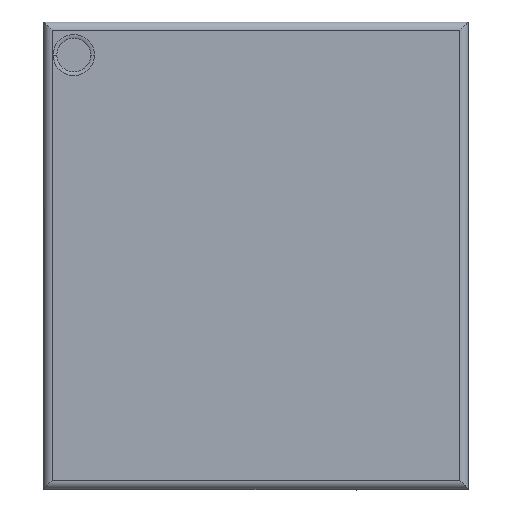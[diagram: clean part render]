
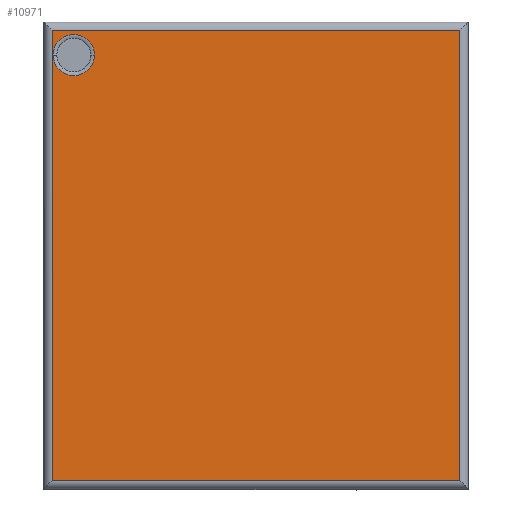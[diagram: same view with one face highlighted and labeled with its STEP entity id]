
A CAD part, top view. The second image highlights one B-rep face of the part: STEP entity #10971.
In plain terms, the highlighted planar face has unit normal (0, 0, 1).
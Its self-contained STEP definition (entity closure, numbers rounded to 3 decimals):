
#777 = ORIENTED_EDGE ( 'NONE', *, *, #35768, .T. ) ;
#1520 = CARTESIAN_POINT ( 'NONE',  ( -2.145, 2.361, 4.1 ) ) ;
#1638 = VECTOR ( 'NONE', #38498, 1000. ) ;
#2116 = VERTEX_POINT ( 'NONE', #31497 ) ;
#2254 = DIRECTION ( 'NONE',  ( 0., -1., 0. ) ) ;
#2600 = ORIENTED_EDGE ( 'NONE', *, *, #10014, .T. ) ;
#2790 = LINE ( 'NONE', #29800, #20803 ) ;
#2948 = VERTEX_POINT ( 'NONE', #13925 ) ;
#3225 = EDGE_LOOP ( 'NONE', ( #2600, #36253 ) ) ;
#4090 = DIRECTION ( 'NONE',  ( 0., 0., -1. ) ) ;
#4684 = ORIENTED_EDGE ( 'NONE', *, *, #19277, .T. ) ;
#4915 = PLANE ( 'NONE',  #27759 ) ;
#5494 = CARTESIAN_POINT ( 'NONE',  ( 0., 0., 4.1 ) ) ;
#7918 = DIRECTION ( 'NONE',  ( 1., 0., 0. ) ) ;
#8370 = VERTEX_POINT ( 'NONE', #11782 ) ;
#9904 = CIRCLE ( 'NONE', #14939, 0.243 ) ;
#10014 = EDGE_CURVE ( 'NONE', #8370, #12460, #9904, .T. ) ;
#10971 = ADVANCED_FACE ( 'NONE', ( #38333, #29728 ), #4915, .T. ) ;
#11051 = VERTEX_POINT ( 'NONE', #24399 ) ;
#11493 = DIRECTION ( 'NONE',  ( 0., 1., 0. ) ) ;
#11782 = CARTESIAN_POINT ( 'NONE',  ( -1.901, 2.361, 4.1 ) ) ;
#12460 = VERTEX_POINT ( 'NONE', #26627 ) ;
#12723 = EDGE_LOOP ( 'NONE', ( #777, #4684, #17088, #21950 ) ) ;
#13925 = CARTESIAN_POINT ( 'NONE',  ( -2.4, -2.65, 4.1 ) ) ;
#14182 = LINE ( 'NONE', #26345, #1638 ) ;
#14939 = AXIS2_PLACEMENT_3D ( 'NONE', #24405, #18195, #30320 ) ;
#17088 = ORIENTED_EDGE ( 'NONE', *, *, #19878, .T. ) ;
#17488 = CARTESIAN_POINT ( 'NONE',  ( 0., 2.65, 4.1 ) ) ;
#18195 = DIRECTION ( 'NONE',  ( 0., 0., -1. ) ) ;
#18379 = VECTOR ( 'NONE', #36441, 1000. ) ;
#18923 = EDGE_CURVE ( 'NONE', #12460, #8370, #35252, .T. ) ;
#19277 = EDGE_CURVE ( 'NONE', #23881, #2948, #35639, .T. ) ;
#19878 = EDGE_CURVE ( 'NONE', #2948, #11051, #14182, .T. ) ;
#20803 = VECTOR ( 'NONE', #11493, 1000. ) ;
#21950 = ORIENTED_EDGE ( 'NONE', *, *, #29700, .T. ) ;
#23881 = VERTEX_POINT ( 'NONE', #30470 ) ;
#24399 = CARTESIAN_POINT ( 'NONE',  ( 2.4, -2.65, 4.1 ) ) ;
#24405 = CARTESIAN_POINT ( 'NONE',  ( -2.145, 2.361, 4.1 ) ) ;
#26345 = CARTESIAN_POINT ( 'NONE',  ( 0., -2.65, 4.1 ) ) ;
#26627 = CARTESIAN_POINT ( 'NONE',  ( -2.388, 2.361, 4.1 ) ) ;
#27759 = AXIS2_PLACEMENT_3D ( 'NONE', #5494, #35144, #7918 ) ;
#29253 = CARTESIAN_POINT ( 'NONE',  ( -2.4, 0., 4.1 ) ) ;
#29700 = EDGE_CURVE ( 'NONE', #11051, #2116, #2790, .T. ) ;
#29728 = FACE_BOUND ( 'NONE', #3225, .T. ) ;
#29800 = CARTESIAN_POINT ( 'NONE',  ( 2.4, 0., 4.1 ) ) ;
#30320 = DIRECTION ( 'NONE',  ( 1., 0., 0. ) ) ;
#30470 = CARTESIAN_POINT ( 'NONE',  ( -2.4, 2.65, 4.1 ) ) ;
#31497 = CARTESIAN_POINT ( 'NONE',  ( 2.4, 2.65, 4.1 ) ) ;
#33979 = AXIS2_PLACEMENT_3D ( 'NONE', #1520, #4090, #37309 ) ;
#35144 = DIRECTION ( 'NONE',  ( 0., 0., 1. ) ) ;
#35252 = CIRCLE ( 'NONE', #33979, 0.243 ) ;
#35639 = LINE ( 'NONE', #29253, #35900 ) ;
#35768 = EDGE_CURVE ( 'NONE', #2116, #23881, #39233, .T. ) ;
#35900 = VECTOR ( 'NONE', #2254, 1000. ) ;
#36253 = ORIENTED_EDGE ( 'NONE', *, *, #18923, .T. ) ;
#36441 = DIRECTION ( 'NONE',  ( -1., 0., 0. ) ) ;
#37309 = DIRECTION ( 'NONE',  ( 1., 0., 0. ) ) ;
#38333 = FACE_OUTER_BOUND ( 'NONE', #12723, .T. ) ;
#38498 = DIRECTION ( 'NONE',  ( 1., 0., 0. ) ) ;
#39233 = LINE ( 'NONE', #17488, #18379 ) ;
